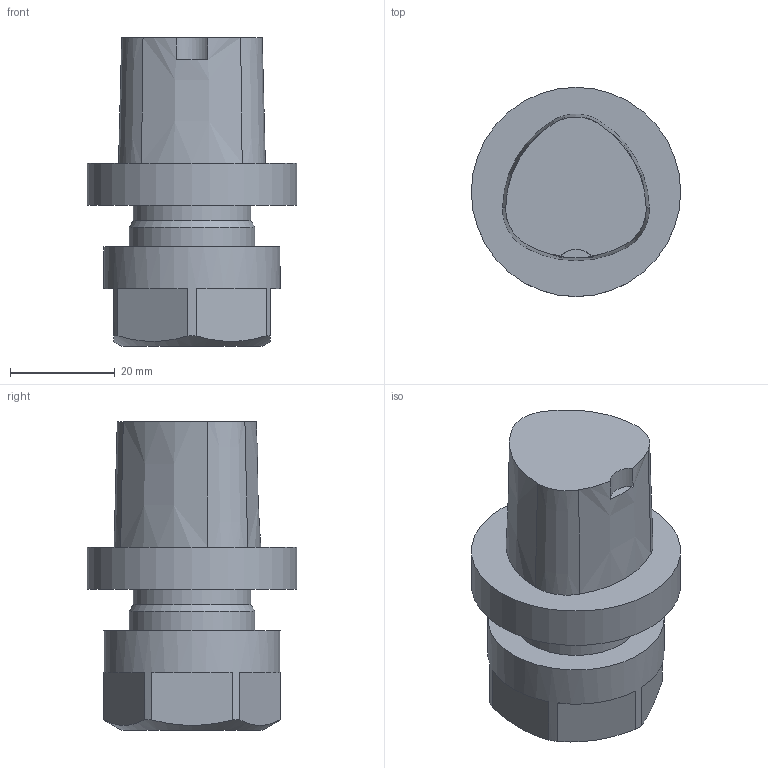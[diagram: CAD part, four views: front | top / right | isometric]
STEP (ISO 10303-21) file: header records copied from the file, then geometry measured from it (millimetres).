
FILE_DESCRIPTION(/* description */ (''),/* implementation_level */ '2;1');
FILE_NAME(/* name */ '1493026491122.stp',/* time_stamp */ '2017-04-24T11:34:54+02:00',/* author */ (''),/* organization */ ('SMS'),/* preprocessor_version */ 'ST-DEVELOPER v15',/* originating_system */ 'SIEMENS PLM Software NX 8.5',/* authorisation */ '');
FILE_SCHEMA (('AUTOMOTIVE_DESIGN { 1 0 10303 214 3 1 1 1 }'));
Length unit declared in the file: millimetre
Products named in the file (1): C4-391.14-20035-636200834832555059-1
Bounding box: 40 x 40 x 59 mm (x, y, z)
Volume: 42911.7 mm3; surface area: 8942.1 mm2
Topology: 1 solids, 1 shells, 32 faces, 77 edges, 54 vertices
Faces by surface type: plane 19, cone 8, cylinder 5
Full cylindrical faces by diameter (mm): 22.5 x1, 24 x1, 33.7 x1, 40 x1
Entity records: 1000 total; most frequent: CARTESIAN_POINT 194, DIRECTION 172, ORIENTED_EDGE 138, AXIS2_PLACEMENT_3D 74, EDGE_CURVE 69, VERTEX_POINT 49, EDGE_LOOP 42, CIRCLE 37
